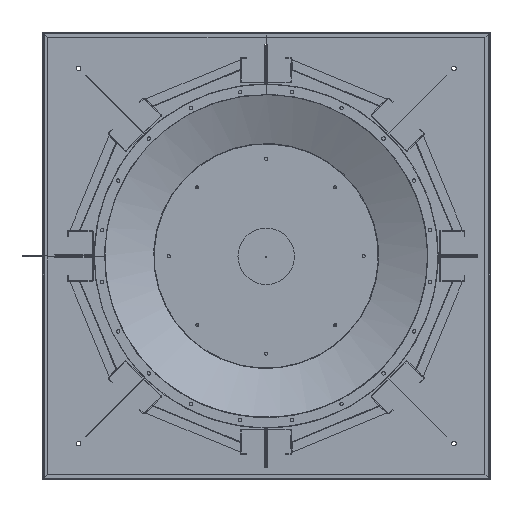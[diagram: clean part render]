
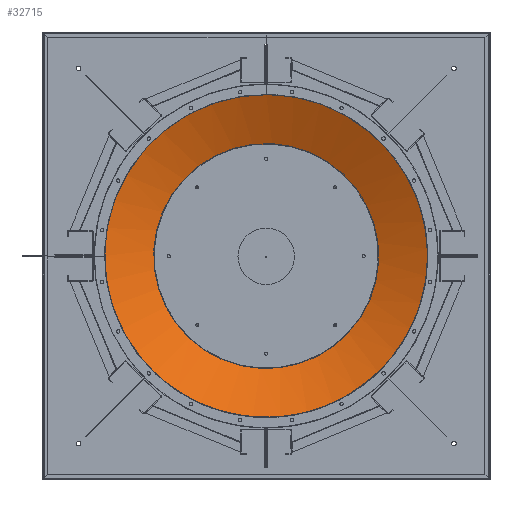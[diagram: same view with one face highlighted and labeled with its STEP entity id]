
A CAD part, top view. The second image highlights one B-rep face of the part: STEP entity #32715.
In plain terms, the highlighted conical face has half-angle 65 degrees and reference radius 533.5 mm.
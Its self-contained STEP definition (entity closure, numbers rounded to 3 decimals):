
#32715=ADVANCED_FACE('',(#77636,#77638),#77640,.F.);
#77636=FACE_BOUND('',#77637,.T.);
#77637=EDGE_LOOP('',(#110214,#110215,#110216));
#77638=FACE_OUTER_BOUND('',#77639,.T.);
#77639=EDGE_LOOP('',(#110217));
#77640=CONICAL_SURFACE('',#77641,533.5,1.134);
#77641=AXIS2_PLACEMENT_3D('',#77642,#77643,#77644);
#77642=CARTESIAN_POINT('',(0.,0.,-44.999));
#77643=DIRECTION('',(0.,0.,1.));
#77644=DIRECTION('',(0.892,0.452,0.));
#110214=ORIENTED_EDGE('',*,*,#128455,.F.);
#110215=ORIENTED_EDGE('',*,*,#129686,.F.);
#110216=ORIENTED_EDGE('',*,*,#129687,.F.);
#110217=ORIENTED_EDGE('',*,*,#129688,.T.);
#128455=EDGE_CURVE('',#148639,#148641,#148642,.T.);
#129686=EDGE_CURVE('',#150574,#148639,#150575,.T.);
#129687=EDGE_CURVE('',#148641,#150574,#150576,.T.);
#129688=EDGE_CURVE('',#150577,#150577,#150578,.T.);
#148639=VERTEX_POINT('',#193100);
#148641=VERTEX_POINT('',#193104);
#148642=CIRCLE('',#193105,630.);
#150574=VERTEX_POINT('',#197826);
#150575=CIRCLE('',#197827,630.);
#150576=CIRCLE('',#197831,630.);
#150577=VERTEX_POINT('',#197835);
#150578=CIRCLE('',#197836,437.);
#193100=CARTESIAN_POINT('',(-630.,0.,0.));
#193104=CARTESIAN_POINT('',(0.,630.,0.));
#193105=AXIS2_PLACEMENT_3D('',#193106,#193107,#193108);
#193106=CARTESIAN_POINT('',(0.,0.,0.));
#193107=DIRECTION('',(0.,0.,-1.));
#193108=DIRECTION('',(-1.,0.,0.));
#197826=CARTESIAN_POINT('',(-561.885,-284.931,0.));
#197827=AXIS2_PLACEMENT_3D('',#197828,#197829,#197830);
#197828=CARTESIAN_POINT('',(0.,0.,0.));
#197829=DIRECTION('',(0.,0.,-1.));
#197830=DIRECTION('',(-0.892,-0.452,0.));
#197831=AXIS2_PLACEMENT_3D('',#197832,#197833,#197834);
#197832=CARTESIAN_POINT('',(0.,0.,0.));
#197833=DIRECTION('',(0.,0.,-1.));
#197834=DIRECTION('',(0.,1.,0.));
#197835=CARTESIAN_POINT('',(-389.752,-197.643,-89.997));
#197836=AXIS2_PLACEMENT_3D('',#197837,#197838,#197839);
#197837=CARTESIAN_POINT('',(0.,0.,-89.997));
#197838=DIRECTION('',(0.,0.,-1.));
#197839=DIRECTION('',(-0.892,-0.452,0.));
